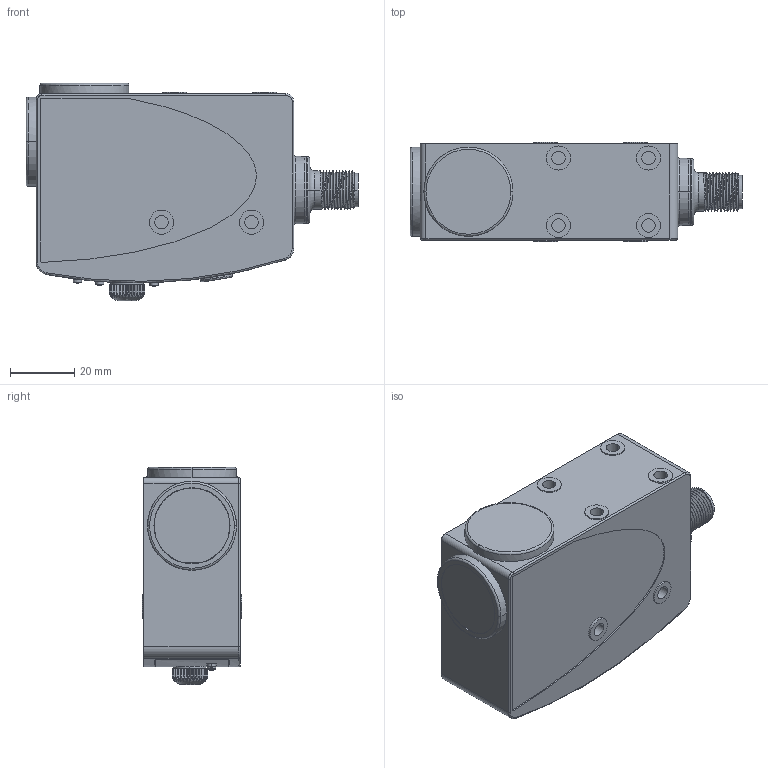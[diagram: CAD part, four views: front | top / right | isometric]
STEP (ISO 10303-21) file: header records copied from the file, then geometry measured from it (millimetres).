
FILE_DESCRIPTION((''),'2;1');
FILE_NAME('144770_SW','2009-07-01T',('banengservice'),('BANNER ENGINEERING'),'PRO/ENGINEER BY PARAMETRIC TECHNOLOGY CORPORATION, 2006170','PRO/ENGINEER BY PARAMETRIC TECHNOLOGY CORPORATION, 2006170','');
FILE_SCHEMA(('CONFIG_CONTROL_DESIGN'));
Products named in the file (1): 144770_SW
Bounding box: 103.28 x 30.8 x 67.58 mm (x, y, z)
Volume: 59725.1 mm3; surface area: 44646.8 mm2
Topology: 1 solids, 1 shells, 1336 faces, 3272 edges, 1982 vertices
Faces by surface type: plane 480, cylinder 435, bspline 143, cone 122, torus 107, sphere 46, revolution 2, extrusion 1
Entity records: 56609 total; most frequent: CARTESIAN_POINT 26054, ORIENTED_EDGE 6516, DIRECTION 6193, EDGE_CURVE 3258, AXIS2_PLACEMENT_3D 2372, VERTEX_POINT 1982, EDGE_LOOP 1456, VECTOR 1447
